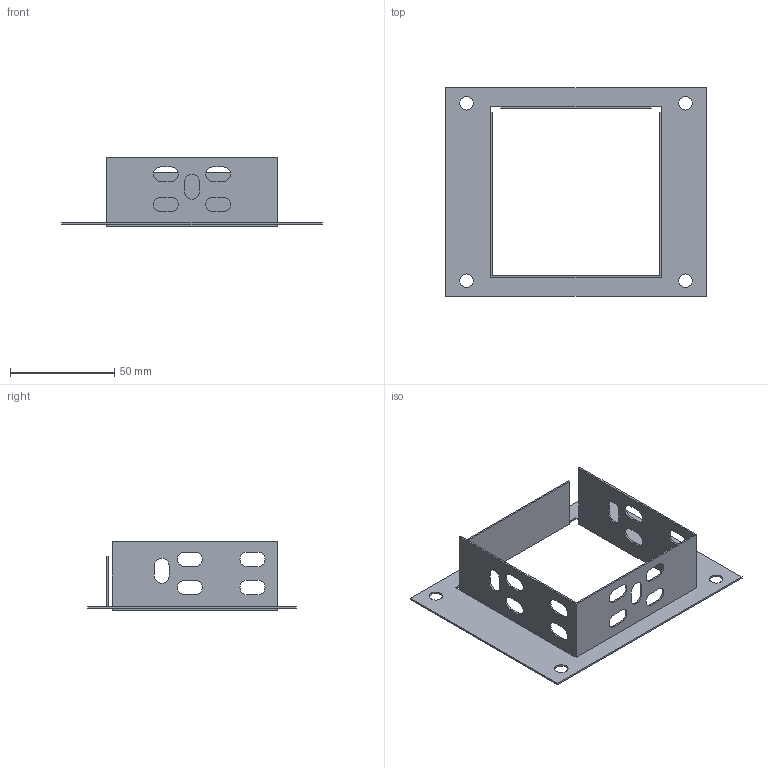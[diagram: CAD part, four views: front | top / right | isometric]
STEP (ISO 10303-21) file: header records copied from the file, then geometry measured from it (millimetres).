
FILE_DESCRIPTION (( 'STEP AP203' ), '1' );
FILE_NAME ('CLP1CF-080-080 Ñîåäèíèòåëüíûé ôëàíåö 80õ80.STEP', '2016-03-09T08:58:53', ( '' ), ( '' ), 'SwSTEP 2.0', 'SolidWorks 2014', '' );
FILE_SCHEMA (( 'CONFIG_CONTROL_DESIGN' ));
Length unit declared in the file: millimetre
Products named in the file (1): CLP1CF-080-080 Ñîåäèíèòåëüíûé ôëàíåö 80õ80
Bounding box: 125 x 100 x 33 mm (x, y, z)
Volume: 11366.5 mm3; surface area: 29831.4 mm2
Topology: 1 solids, 1 shells, 99 faces, 285 edges, 188 vertices
Faces by surface type: plane 63, cylinder 36
Full cylindrical faces by diameter (mm): 6.5 x4
Entity records: 3381 total; most frequent: CARTESIAN_POINT 578, ORIENTED_EDGE 562, DIRECTION 548, EDGE_CURVE 281, VECTOR 208, LINE 208, VERTEX_POINT 188, AXIS2_PLACEMENT_3D 170
